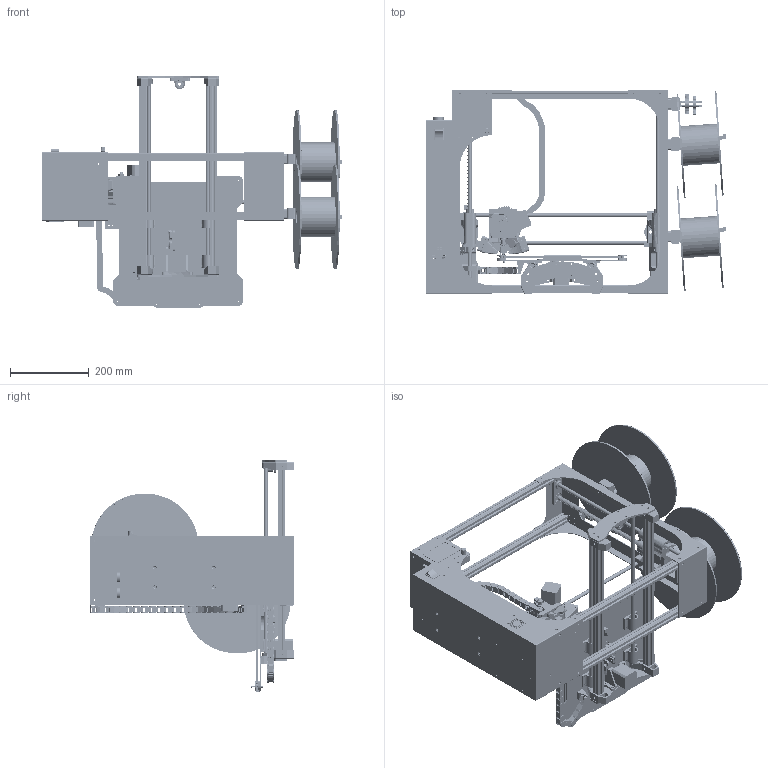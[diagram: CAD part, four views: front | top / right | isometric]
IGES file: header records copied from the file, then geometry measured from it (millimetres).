
Start section: SolidWorks IGES file using analytic representation for surfaces
Global section: file name: TAZ_Kauri.IGS; native system: SolidWorks 2011; preprocessor: SolidWorks 2011; author: Seth; date: 150313.150313; units: millimetre
Bounding box: 764.52 x 520.1 x 588.76 mm (x, y, z)
Surface area: 3860998.4 mm2 (no closed solid volume)
Topology: 0 solids, 0 shells, 10275 faces, 177368 edges, 177349 vertices
Faces by surface type: revolution 5657, bspline 4618
